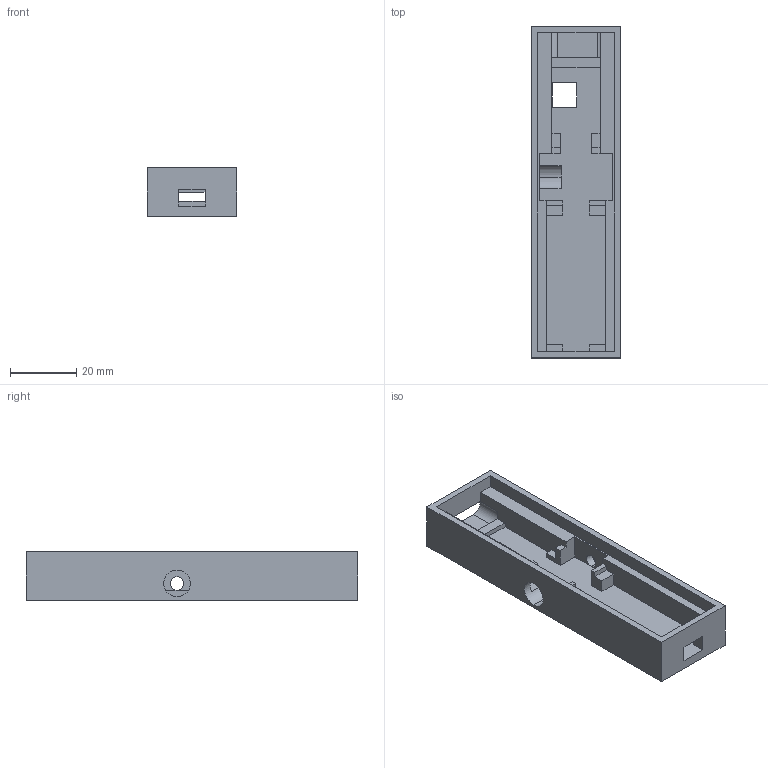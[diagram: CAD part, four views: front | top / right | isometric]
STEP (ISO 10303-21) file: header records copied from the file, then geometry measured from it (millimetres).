
FILE_DESCRIPTION (( 'STEP AP214' ), '1' );
FILE_NAME ('dessous.STEP', '2022-12-04T15:41:49', ( '' ), ( '' ), 'SwSTEP 2.0', 'SolidWorks 2021', '' );
FILE_SCHEMA (( 'AUTOMOTIVE_DESIGN' ));
Length unit declared in the file: millimetre
Products named in the file (1): dessous
Bounding box: 27 x 100 x 14.5 mm (x, y, z)
Volume: 17466.2 mm3; surface area: 11944.1 mm2
Topology: 1 solids, 1 shells, 66 faces, 199 edges, 132 vertices
Faces by surface type: plane 60, cylinder 6
Entity records: 2257 total; most frequent: CARTESIAN_POINT 398, ORIENTED_EDGE 398, DIRECTION 349, EDGE_CURVE 199, VECTOR 183, LINE 183, VERTEX_POINT 132, AXIS2_PLACEMENT_3D 83
